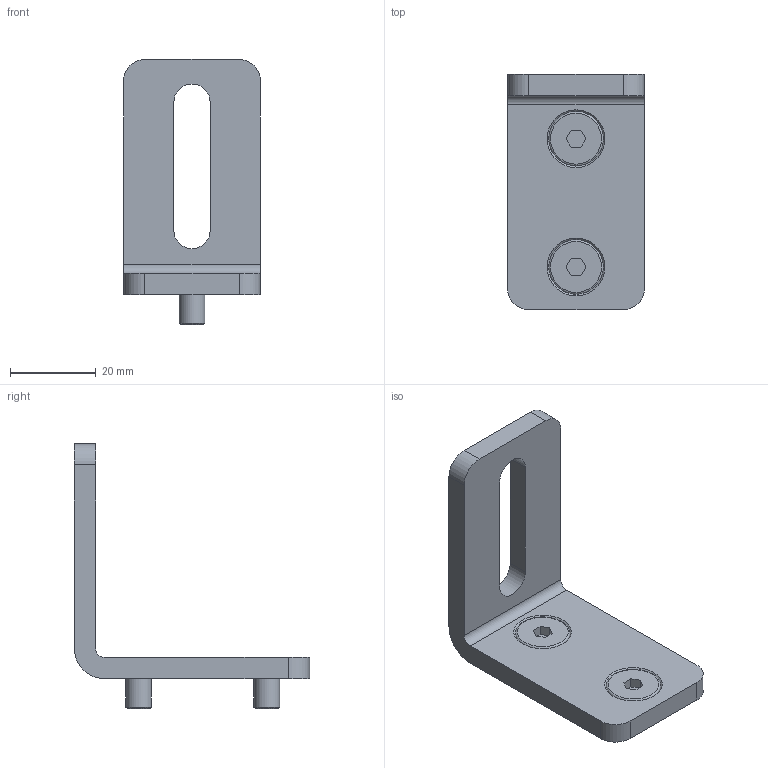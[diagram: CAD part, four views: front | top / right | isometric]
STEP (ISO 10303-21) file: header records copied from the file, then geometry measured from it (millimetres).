
FILE_DESCRIPTION(/* description */ ('Unknown'),/* implementation_level */ '2;1');
FILE_NAME(/* name */ '113.00127 Befestigungsplatte F',/* time_stamp */ '2017-12-19T13:24:35+01:00',/* author */ ('Unknown'),/* organization */ ('Unknown'),/* preprocessor_version */ 'ST-DEVELOPER v16.7',/* originating_system */ 'DEX',/* authorisation */ $);
FILE_SCHEMA (('AUTOMOTIVE_DESIGN {1 0 10303 214 3 1 1}'));
Length unit declared in the file: millimetre
Products named in the file (3): 113.00127; 127.00620; 142.00262
Assembly tree (3 placements, depth 2):
  113.00127
    127.00620
    142.00262  x2
Bounding box: 32 x 55 x 62 mm (x, y, z)
Volume: 15179.6 mm3; surface area: 8674.8 mm2
Topology: 3 solids, 3 shells, 48 faces, 114 edges, 74 vertices
Faces by surface type: plane 28, cylinder 12, cone 6, torus 2
Full cylindrical faces by diameter (mm): 6 x2, 6.6 x2
Entity records: 1166 total; most frequent: DIRECTION 182, CARTESIAN_POINT 171, ORIENTED_EDGE 154, EDGE_CURVE 77, AXIS2_PLACEMENT_3D 66, VERTEX_POINT 55, LINE 50, VECTOR 50
